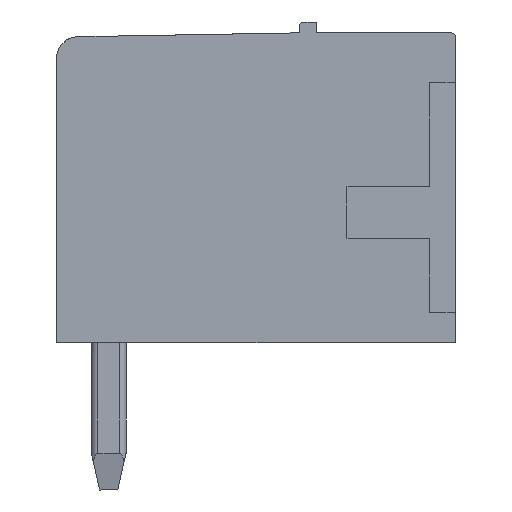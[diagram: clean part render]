
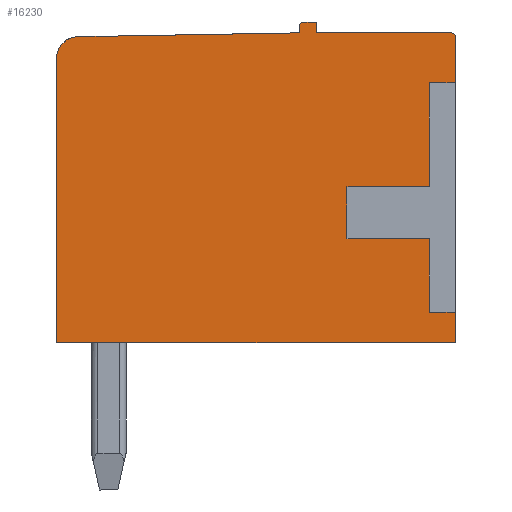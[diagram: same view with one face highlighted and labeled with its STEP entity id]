
A CAD part, left-side view. The second image highlights one B-rep face of the part: STEP entity #16230.
In plain terms, the highlighted face is planar.
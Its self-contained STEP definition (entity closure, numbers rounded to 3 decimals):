
#14650=CARTESIAN_POINT('',(-71.401,-2.817,
10.325));
#14660=DIRECTION('',(0.018,0.,
-1.));
#14670=DIRECTION('',(-1.,0.,
-0.018));
#14680=AXIS2_PLACEMENT_3D('',#14650,#14660,#14670);
#14690=PLANE('',#14680);
#14700=CARTESIAN_POINT('',(-65.764,2.421,
10.424));
#14710=DIRECTION('',(0.017,-1.,
0.));
#14720=VECTOR('',#14710,1.);
#14730=LINE('',#14700,#14720);
#14740=CARTESIAN_POINT('',(-65.8,4.481,
10.423));
#14750=VERTEX_POINT('',#14740);
#14760=CARTESIAN_POINT('',(-65.797,4.333,
10.423));
#14770=VERTEX_POINT('',#14760);
#14780=EDGE_CURVE('',#14750,#14770,#14730,.T.);
#14790=ORIENTED_EDGE('',*,*,#14780,.T.);
#14800=CARTESIAN_POINT('',(-65.7,4.483,
10.425));
#14810=DIRECTION('',(0.018,0.,
-1.));
#14820=DIRECTION('',(-1.,0.,
-0.018));
#14830=AXIS2_PLACEMENT_3D('',#14800,#14810,#14820);
#14840=ELLIPSE('',#14830,0.1,0.1);
#14850=CARTESIAN_POINT('',(-65.7,4.583,
10.425));
#14860=VERTEX_POINT('',#14850);
#14870=EDGE_CURVE('',#14750,#14860,#14840,.T.);
#14880=ORIENTED_EDGE('',*,*,#14870,.F.);
#14890=CARTESIAN_POINT('',(-66.93,4.583,
10.403));
#14900=DIRECTION('',(-1.,0.,
-0.018));
#14910=VECTOR('',#14900,1.);
#14920=LINE('',#14890,#14910);
#14930=CARTESIAN_POINT('',(-65.401,4.583,
10.43));
#14940=VERTEX_POINT('',#14930);
#14950=EDGE_CURVE('',#14940,#14860,#14920,.T.);
#14960=ORIENTED_EDGE('',*,*,#14950,.T.);
#14970=CARTESIAN_POINT('',(-65.401,2.421,
10.43));
#14980=DIRECTION('',(0.,1.,0.));
#14990=VECTOR('',#14980,1.);
#15000=LINE('',#14970,#14990);
#15010=CARTESIAN_POINT('',(-65.401,4.333,
10.43));
#15020=VERTEX_POINT('',#15010);
#15030=EDGE_CURVE('',#15020,#14940,#15000,.T.);
#15040=ORIENTED_EDGE('',*,*,#15030,.T.);
#15050=CARTESIAN_POINT('',(-66.93,4.333,
10.403));
#15060=DIRECTION('',(1.,0.,
0.018));
#15070=VECTOR('',#15060,1.);
#15080=LINE('',#15050,#15070);
#15090=CARTESIAN_POINT('',(-62.301,4.333,
10.484));
#15100=VERTEX_POINT('',#15090);
#15110=EDGE_CURVE('',#15020,#15100,#15080,.T.);
#15120=ORIENTED_EDGE('',*,*,#15110,.F.);
#15130=CARTESIAN_POINT('',(-62.301,4.233,
10.484));
#15140=DIRECTION('',(0.018,0.,
-1.));
#15150=DIRECTION('',(-1.,0.,
-0.018));
#15160=AXIS2_PLACEMENT_3D('',#15130,#15140,#15150);
#15170=ELLIPSE('',#15160,0.1,0.1);
#15180=CARTESIAN_POINT('',(-62.201,4.233,
10.486));
#15190=VERTEX_POINT('',#15180);
#15200=EDGE_CURVE('',#15100,#15190,#15170,.T.);
#15210=ORIENTED_EDGE('',*,*,#15200,.F.);
#15220=CARTESIAN_POINT('',(-62.201,2.421,
10.486));
#15230=DIRECTION('',(0.,-1.,0.));
#15240=VECTOR('',#15230,1.);
#15250=LINE('',#15220,#15240);
#15260=CARTESIAN_POINT('',(-62.201,3.183,
10.486));
#15270=VERTEX_POINT('',#15260);
#15280=EDGE_CURVE('',#15190,#15270,#15250,.T.);
#15290=ORIENTED_EDGE('',*,*,#15280,.F.);
#15300=CARTESIAN_POINT('',(-66.93,3.183,
10.403));
#15310=DIRECTION('',(1.,0.,
0.018));
#15320=VECTOR('',#15310,1.);
#15330=LINE('',#15300,#15320);
#15340=CARTESIAN_POINT('',(-62.801,3.183,
10.476));
#15350=VERTEX_POINT('',#15340);
#15360=EDGE_CURVE('',#15350,#15270,#15330,.T.);
#15370=ORIENTED_EDGE('',*,*,#15360,.T.);
#15380=CARTESIAN_POINT('',(-62.801,2.421,
10.476));
#15390=DIRECTION('',(0.,1.,0.));
#15400=VECTOR('',#15390,1.);
#15410=LINE('',#15380,#15400);
#15420=CARTESIAN_POINT('',(-62.801,0.783,
10.476));
#15430=VERTEX_POINT('',#15420);
#15440=EDGE_CURVE('',#15430,#15350,#15410,.T.);
#15450=ORIENTED_EDGE('',*,*,#15440,.T.);
#15460=CARTESIAN_POINT('',(-66.93,0.783,
10.403));
#15470=DIRECTION('',(1.,0.,
0.018));
#15480=VECTOR('',#15470,1.);
#15490=LINE('',#15460,#15480);
#15500=CARTESIAN_POINT('',(-64.701,0.783,
10.442));
#15510=VERTEX_POINT('',#15500);
#15520=EDGE_CURVE('',#15510,#15430,#15490,.T.);
#15530=ORIENTED_EDGE('',*,*,#15520,.T.);
#15540=CARTESIAN_POINT('',(-64.701,2.421,
10.442));
#15550=DIRECTION('',(0.,1.,0.));
#15560=VECTOR('',#15550,1.);
#15570=LINE('',#15540,#15560);
#15580=CARTESIAN_POINT('',(-64.701,-0.417,
10.442));
#15590=VERTEX_POINT('',#15580);
#15600=EDGE_CURVE('',#15590,#15510,#15570,.T.);
#15610=ORIENTED_EDGE('',*,*,#15600,.T.);
#15620=CARTESIAN_POINT('',(-66.93,-0.417,
10.403));
#15630=DIRECTION('',(1.,0.,
0.018));
#15640=VECTOR('',#15630,1.);
#15650=LINE('',#15620,#15640);
#15660=CARTESIAN_POINT('',(-62.801,-0.417,
10.476));
#15670=VERTEX_POINT('',#15660);
#15680=EDGE_CURVE('',#15590,#15670,#15650,.T.);
#15690=ORIENTED_EDGE('',*,*,#15680,.F.);
#15700=CARTESIAN_POINT('',(-62.801,2.421,
10.476));
#15710=DIRECTION('',(0.,1.,0.));
#15720=VECTOR('',#15710,1.);
#15730=LINE('',#15700,#15720);
#15740=CARTESIAN_POINT('',(-62.801,-2.117,
10.476));
#15750=VERTEX_POINT('',#15740);
#15760=EDGE_CURVE('',#15750,#15670,#15730,.T.);
#15770=ORIENTED_EDGE('',*,*,#15760,.T.);
#15780=CARTESIAN_POINT('',(-66.93,-2.117,
10.403));
#15790=DIRECTION('',(1.,0.,
0.018));
#15800=VECTOR('',#15790,1.);
#15810=LINE('',#15780,#15800);
#15820=CARTESIAN_POINT('',(-62.201,-2.117,
10.486));
#15830=VERTEX_POINT('',#15820);
#15840=EDGE_CURVE('',#15750,#15830,#15810,.T.);
#15850=ORIENTED_EDGE('',*,*,#15840,.F.);
#15860=CARTESIAN_POINT('',(-62.201,-2.817,
10.486));
#15870=VERTEX_POINT('',#15860);
#15880=EDGE_CURVE('',#15830,#15870,#15250,.T.);
#15890=ORIENTED_EDGE('',*,*,#15880,.F.);
#15900=CARTESIAN_POINT('',(-66.93,-2.817,
10.403));
#15910=DIRECTION('',(-1.,0.,
-0.018));
#15920=VECTOR('',#15910,1.);
#15930=LINE('',#15900,#15920);
#15940=CARTESIAN_POINT('',(-71.401,-2.817,
10.325));
#15950=VERTEX_POINT('',#15940);
#15960=EDGE_CURVE('',#15870,#15950,#15930,.T.);
#15970=ORIENTED_EDGE('',*,*,#15960,.F.);
#15980=CARTESIAN_POINT('',(-71.401,2.421,
10.325));
#15990=DIRECTION('',(0.,-1.,0.));
#16000=VECTOR('',#15990,1.);
#16010=LINE('',#15980,#16000);
#16020=CARTESIAN_POINT('',(-71.401,3.743,
10.325));
#16030=VERTEX_POINT('',#16020);
#16040=EDGE_CURVE('',#16030,#15950,#16010,.T.);
#16050=ORIENTED_EDGE('',*,*,#16040,.T.);
#16060=CARTESIAN_POINT('',(-70.901,3.743,
10.334));
#16070=DIRECTION('',(0.018,0.,
-1.));
#16080=DIRECTION('',(-1.,0.,
-0.018));
#16090=AXIS2_PLACEMENT_3D('',#16060,#16070,#16080);
#16100=ELLIPSE('',#16090,0.5,0.5);
#16110=CARTESIAN_POINT('',(-70.91,4.243,
10.334));
#16120=VERTEX_POINT('',#16110);
#16130=EDGE_CURVE('',#16030,#16120,#16100,.T.);
#16140=ORIENTED_EDGE('',*,*,#16130,.F.);
#16150=CARTESIAN_POINT('',(-66.93,4.313,
10.403));
#16160=DIRECTION('',(1.,0.017,
0.018));
#16170=VECTOR('',#16160,1.);
#16180=LINE('',#16150,#16170);
#16190=EDGE_CURVE('',#16120,#14770,#16180,.T.);
#16200=ORIENTED_EDGE('',*,*,#16190,.F.);
#16210=EDGE_LOOP('',(#16200,#16140,#16050,#15970,#15890,#15850,#15770,
#15690,#15610,#15530,#15450,#15370,#15290,#15210,#15120,#15040,#14960,
#14880,#14790));
#16220=FACE_OUTER_BOUND('',#16210,.T.);
#16230=ADVANCED_FACE('',(#16220),#14690,.F.);
